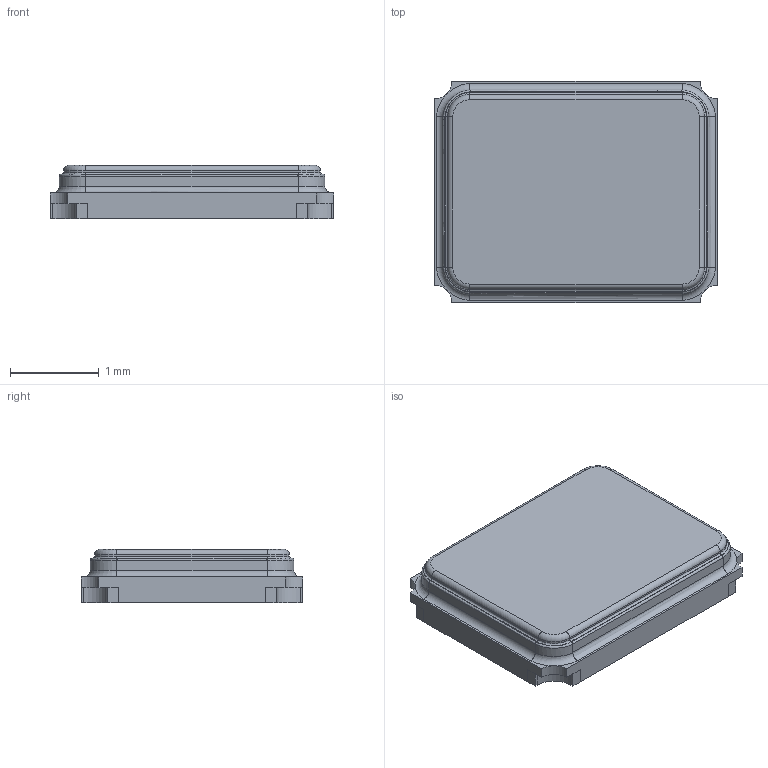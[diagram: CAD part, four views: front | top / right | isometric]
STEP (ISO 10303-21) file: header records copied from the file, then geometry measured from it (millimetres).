
FILE_DESCRIPTION(('FreeCAD Model'),'2;1');
FILE_NAME('xtal_tsx-3225-1.step','2015-12-18T00:27:11',('Author'),(''), 'Open CASCADE STEP processor 6.8','FreeCAD','Unknown');
FILE_SCHEMA(('AUTOMOTIVE_DESIGN_CC2 { 1 2 10303 214 -1 1 5 4 }'));
Length unit declared in the file: millimetre
Products named in the file (2): ASSEMBLY; Fusion
Assembly tree (1 placements, depth 2):
  ASSEMBLY
    Fusion
Bounding box: 3.2 x 2.5 x 0.6 mm (x, y, z)
Volume: 4.3 mm3; surface area: 21.3 mm2
Topology: 1 solids, 1 shells, 91 faces, 241 edges, 153 vertices
Faces by surface type: plane 43, cylinder 24, torus 12, bspline 12
Entity records: 11837 total; most frequent: CARTESIAN_POINT 6845, DIRECTION 665, ORIENTED_EDGE 482, PCURVE 482, DEFINITIONAL_REPRESENTATION 482, LINE 367, VECTOR 367, B_SPLINE_CURVE_WITH_KNOTS 256
